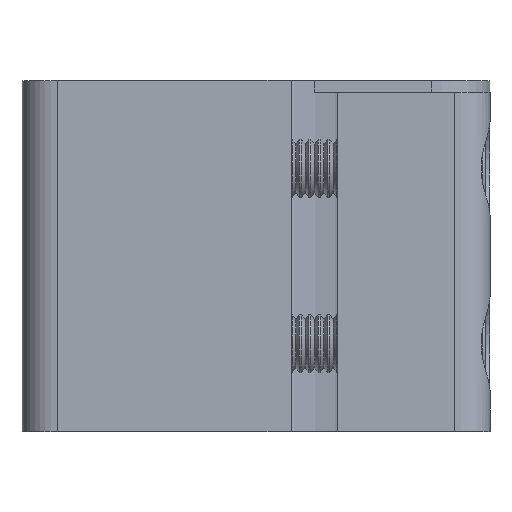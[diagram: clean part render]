
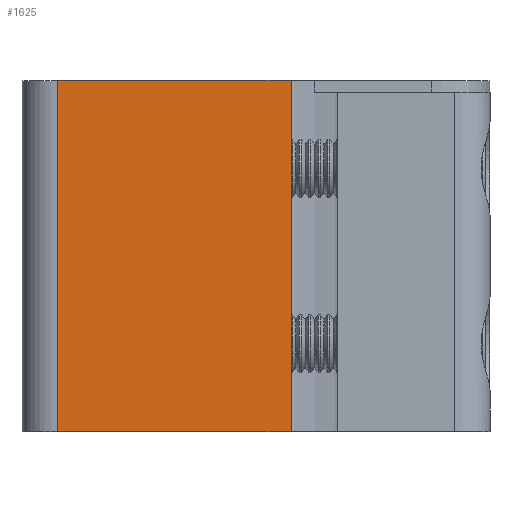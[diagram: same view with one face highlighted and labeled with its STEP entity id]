
A CAD part, left-side view. The second image highlights one B-rep face of the part: STEP entity #1625.
In plain terms, the highlighted planar face has unit normal (-1, 0, 0).
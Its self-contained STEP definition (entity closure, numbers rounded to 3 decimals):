
#228 = ORIENTED_EDGE ( 'NONE', *, *, #1393, .T. ) ;
#307 = DIRECTION ( 'NONE',  ( 0., 0., 1. ) ) ;
#366 = CARTESIAN_POINT ( 'NONE',  ( -35., 17., 30. ) ) ;
#723 = LINE ( 'NONE', #1336, #1659 ) ;
#984 = EDGE_CURVE ( 'NONE', #2720, #2054, #723, .T. ) ;
#1095 = CARTESIAN_POINT ( 'NONE',  ( -35., 20., 30. ) ) ;
#1106 = ORIENTED_EDGE ( 'NONE', *, *, #1591, .F. ) ;
#1107 = FACE_OUTER_BOUND ( 'NONE', #1832, .T. ) ;
#1198 = CARTESIAN_POINT ( 'NONE',  ( -35., -3., 0. ) ) ;
#1307 = LINE ( 'NONE', #2961, #1843 ) ;
#1336 = CARTESIAN_POINT ( 'NONE',  ( -35., 20., 0. ) ) ;
#1393 = EDGE_CURVE ( 'NONE', #2054, #2826, #2640, .T. ) ;
#1394 = VERTEX_POINT ( 'NONE', #366 ) ;
#1591 = EDGE_CURVE ( 'NONE', #1394, #2826, #2543, .T. ) ;
#1625 = ADVANCED_FACE ( 'NONE', ( #1107 ), #1915, .F. ) ;
#1632 = CARTESIAN_POINT ( 'NONE',  ( -35., 20., 30. ) ) ;
#1659 = VECTOR ( 'NONE', #3537, 1000. ) ;
#1741 = ORIENTED_EDGE ( 'NONE', *, *, #984, .T. ) ;
#1832 = EDGE_LOOP ( 'NONE', ( #1106, #1993, #1741, #228 ) ) ;
#1843 = VECTOR ( 'NONE', #2182, 1000. ) ;
#1915 = PLANE ( 'NONE',  #1950 ) ;
#1950 = AXIS2_PLACEMENT_3D ( 'NONE', #1632, #2844, #2249 ) ;
#1993 = ORIENTED_EDGE ( 'NONE', *, *, #2466, .T. ) ;
#2054 = VERTEX_POINT ( 'NONE', #1198 ) ;
#2128 = VECTOR ( 'NONE', #307, 1000. ) ;
#2182 = DIRECTION ( 'NONE',  ( 0., 0., -1. ) ) ;
#2249 = DIRECTION ( 'NONE',  ( 0., 1., 0. ) ) ;
#2440 = CARTESIAN_POINT ( 'NONE',  ( -35., -3., 30. ) ) ;
#2466 = EDGE_CURVE ( 'NONE', #1394, #2720, #1307, .T. ) ;
#2543 = LINE ( 'NONE', #1095, #2549 ) ;
#2549 = VECTOR ( 'NONE', #3657, 1000. ) ;
#2640 = LINE ( 'NONE', #3493, #2128 ) ;
#2720 = VERTEX_POINT ( 'NONE', #3487 ) ;
#2826 = VERTEX_POINT ( 'NONE', #2440 ) ;
#2844 = DIRECTION ( 'NONE',  ( 1., 0., 0. ) ) ;
#2961 = CARTESIAN_POINT ( 'NONE',  ( -35., 17., 30. ) ) ;
#3487 = CARTESIAN_POINT ( 'NONE',  ( -35., 17., 0. ) ) ;
#3493 = CARTESIAN_POINT ( 'NONE',  ( -35., -3., 0. ) ) ;
#3537 = DIRECTION ( 'NONE',  ( 0., -1., 0. ) ) ;
#3657 = DIRECTION ( 'NONE',  ( 0., -1., 0. ) ) ;
